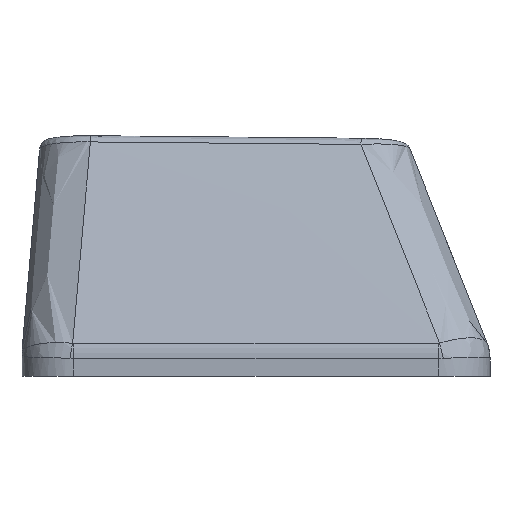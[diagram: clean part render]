
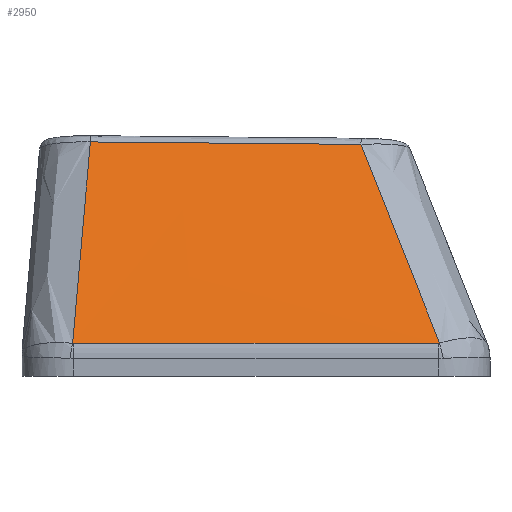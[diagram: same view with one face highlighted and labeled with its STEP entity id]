
A CAD part, left-side view. The second image highlights one B-rep face of the part: STEP entity #2950.
In plain terms, the highlighted free-form (B-spline) face has degree [3, 3] with [4, 4] control points.
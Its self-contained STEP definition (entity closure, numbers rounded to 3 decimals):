
#128=B_SPLINE_SURFACE_WITH_KNOTS('',3,3,((#5918,#5919,#5920,#5921),(#5922,
#5923,#5924,#5925),(#5926,#5927,#5928,#5929),(#5930,#5931,#5932,#5933)),
 .UNSPECIFIED.,.F.,.F.,.F.,(4,4),(4,4),(0.102,0.892),
(0.033,0.966),.UNSPECIFIED.);
#468=FACE_OUTER_BOUND('',#594,.T.);
#594=EDGE_LOOP('',(#2239,#2240,#2241,#2242,#2243,#2244));
#907=B_SPLINE_CURVE_WITH_KNOTS('',3,(#5782,#5783,#5784,#5785),
 .UNSPECIFIED.,.F.,.F.,(4,4),(0.,0.004),.UNSPECIFIED.);
#909=B_SPLINE_CURVE_WITH_KNOTS('',3,(#5809,#5810,#5811,#5812),
 .UNSPECIFIED.,.F.,.F.,(4,4),(0.,1.416),.UNSPECIFIED.);
#911=B_SPLINE_CURVE_WITH_KNOTS('',3,(#5836,#5837,#5838,#5839),
 .UNSPECIFIED.,.F.,.F.,(4,4),(0.,0.005),.UNSPECIFIED.);
#914=B_SPLINE_CURVE_WITH_KNOTS('',3,(#5935,#5936,#5937,#5938),
 .UNSPECIFIED.,.F.,.F.,(4,4),(0.032,0.925),
 .UNSPECIFIED.);
#915=B_SPLINE_CURVE_WITH_KNOTS('',3,(#5940,#5941,#5942,#5943),
 .UNSPECIFIED.,.F.,.F.,(4,4),(-1.05,0.),.UNSPECIFIED.);
#916=B_SPLINE_CURVE_WITH_KNOTS('',3,(#5944,#5945,#5946,#5947),
 .UNSPECIFIED.,.F.,.F.,(4,4),(-0.881,-0.03),
 .UNSPECIFIED.);
#1255=VERTEX_POINT('',#5750);
#1257=VERTEX_POINT('',#5780);
#1259=VERTEX_POINT('',#5807);
#1261=VERTEX_POINT('',#5834);
#1268=VERTEX_POINT('',#5934);
#1269=VERTEX_POINT('',#5939);
#1661=EDGE_CURVE('',#1257,#1255,#907,.T.);
#1664=EDGE_CURVE('',#1259,#1257,#909,.T.);
#1667=EDGE_CURVE('',#1261,#1259,#911,.T.);
#1679=EDGE_CURVE('',#1268,#1261,#914,.T.);
#1680=EDGE_CURVE('',#1269,#1268,#915,.T.);
#1681=EDGE_CURVE('',#1255,#1269,#916,.T.);
#2239=ORIENTED_EDGE('',*,*,#1661,.F.);
#2240=ORIENTED_EDGE('',*,*,#1664,.F.);
#2241=ORIENTED_EDGE('',*,*,#1667,.F.);
#2242=ORIENTED_EDGE('',*,*,#1679,.F.);
#2243=ORIENTED_EDGE('',*,*,#1680,.F.);
#2244=ORIENTED_EDGE('',*,*,#1681,.F.);
#2950=ADVANCED_FACE('',(#468),#128,.T.);
#5750=CARTESIAN_POINT('',(-18.485,7.116,0.284));
#5780=CARTESIAN_POINT('',(-18.486,7.08,0.281));
#5782=CARTESIAN_POINT('Ctrl Pts',(-18.486,7.08,0.281));
#5783=CARTESIAN_POINT('Ctrl Pts',(-18.486,7.092,0.281));
#5784=CARTESIAN_POINT('Ctrl Pts',(-18.486,7.104,0.282));
#5785=CARTESIAN_POINT('Ctrl Pts',(-18.485,7.116,0.284));
#5807=CARTESIAN_POINT('',(-18.484,-7.081,0.284));
#5809=CARTESIAN_POINT('Ctrl Pts',(-18.484,-7.081,0.284));
#5810=CARTESIAN_POINT('Ctrl Pts',(-18.484,-2.36,0.283));
#5811=CARTESIAN_POINT('Ctrl Pts',(-18.485,2.36,0.282));
#5812=CARTESIAN_POINT('Ctrl Pts',(-18.486,7.08,0.281));
#5834=CARTESIAN_POINT('',(-18.481,-7.128,0.289));
#5836=CARTESIAN_POINT('Ctrl Pts',(-18.481,-7.128,0.289));
#5837=CARTESIAN_POINT('Ctrl Pts',(-18.483,-7.112,0.286));
#5838=CARTESIAN_POINT('Ctrl Pts',(-18.484,-7.097,0.284));
#5839=CARTESIAN_POINT('Ctrl Pts',(-18.484,-7.081,0.284));
#5918=CARTESIAN_POINT('Ctrl Pts',(-15.166,-4.453,8.));
#5919=CARTESIAN_POINT('Ctrl Pts',(-16.273,-5.346,5.426));
#5920=CARTESIAN_POINT('Ctrl Pts',(-17.379,-6.239,2.852));
#5921=CARTESIAN_POINT('Ctrl Pts',(-18.486,-7.132,0.278));
#5922=CARTESIAN_POINT('Ctrl Pts',(-15.166,-0.691,
8.033));
#5923=CARTESIAN_POINT('Ctrl Pts',(-16.273,-1.255,5.448));
#5924=CARTESIAN_POINT('Ctrl Pts',(-17.379,-1.819,2.863));
#5925=CARTESIAN_POINT('Ctrl Pts',(-18.486,-2.382,0.279));
#5926=CARTESIAN_POINT('Ctrl Pts',(-15.166,3.072,8.066));
#5927=CARTESIAN_POINT('Ctrl Pts',(-16.273,2.837,5.471));
#5928=CARTESIAN_POINT('Ctrl Pts',(-17.379,2.602,2.875));
#5929=CARTESIAN_POINT('Ctrl Pts',(-18.486,2.367,0.28));
#5930=CARTESIAN_POINT('Ctrl Pts',(-15.166,6.834,8.1));
#5931=CARTESIAN_POINT('Ctrl Pts',(-16.273,6.928,5.494));
#5932=CARTESIAN_POINT('Ctrl Pts',(-17.379,7.022,2.887));
#5933=CARTESIAN_POINT('Ctrl Pts',(-18.486,7.116,0.281));
#5934=CARTESIAN_POINT('',(-15.167,-4.074,8.001));
#5935=CARTESIAN_POINT('Ctrl Pts',(-15.167,-4.074,8.001));
#5936=CARTESIAN_POINT('Ctrl Pts',(-16.271,-5.091,5.43));
#5937=CARTESIAN_POINT('Ctrl Pts',(-17.376,-6.109,2.859));
#5938=CARTESIAN_POINT('Ctrl Pts',(-18.481,-7.128,0.289));
#5939=CARTESIAN_POINT('',(-15.166,6.426,8.096));
#5940=CARTESIAN_POINT('Ctrl Pts',(-15.166,6.426,8.096));
#5941=CARTESIAN_POINT('Ctrl Pts',(-15.166,2.926,8.065));
#5942=CARTESIAN_POINT('Ctrl Pts',(-15.166,-0.574,
8.033));
#5943=CARTESIAN_POINT('Ctrl Pts',(-15.167,-4.074,8.001));
#5944=CARTESIAN_POINT('Ctrl Pts',(-18.485,7.116,0.284));
#5945=CARTESIAN_POINT('Ctrl Pts',(-17.379,6.887,2.888));
#5946=CARTESIAN_POINT('Ctrl Pts',(-16.273,6.657,5.492));
#5947=CARTESIAN_POINT('Ctrl Pts',(-15.166,6.426,8.096));
